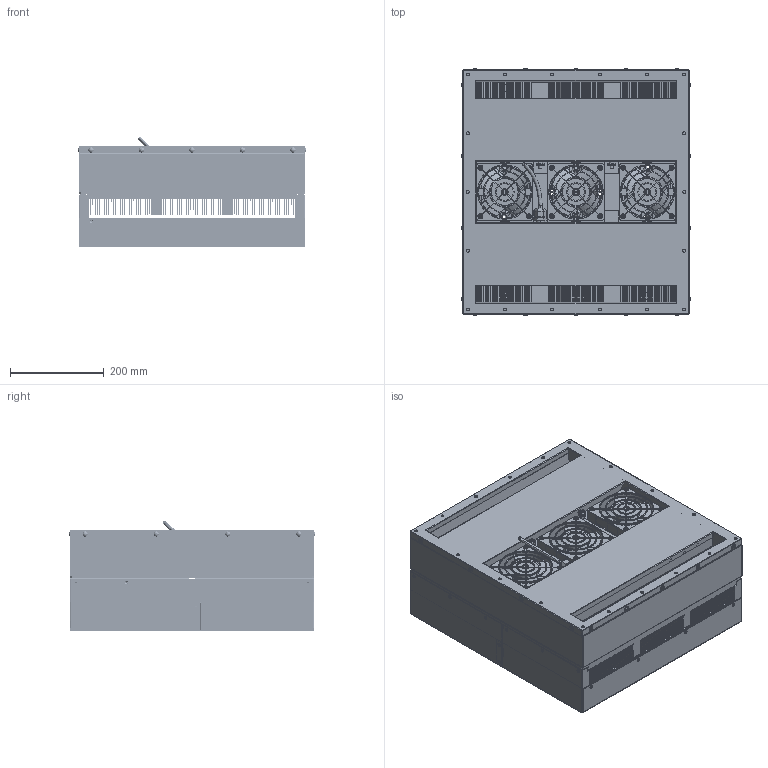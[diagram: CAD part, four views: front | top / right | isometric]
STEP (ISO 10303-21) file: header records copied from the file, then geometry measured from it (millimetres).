
FILE_DESCRIPTION (( 'STEP AP203' ), '1' );
FILE_NAME ('FHP-3200.STEP', '2016-05-11T16:15:48', ( '' ), ( '' ), 'SwSTEP 2.0', 'SolidWorks 2016', '' );
FILE_SCHEMA (( 'CONFIG_CONTROL_DESIGN' ));
Products named in the file (1): FHP-3200
Bounding box: 489.36 x 527.97 x 236.13 mm (x, y, z)
Surface area: 7306830.9 mm2 (no closed solid volume)
Topology: 0 solids, 349 shells, 2578 faces, 10819 edges, 8256 vertices
Faces by surface type: plane 1344, cylinder 1036, bspline 186, cone 12
Entity records: 139492 total; most frequent: CARTESIAN_POINT 58063, DIRECTION 15017, ORIENTED_EDGE 15003, EDGE_CURVE 10809, VERTEX_POINT 8253, LINE 5557, VECTOR 5557, AXIS2_PLACEMENT_3D 4730
